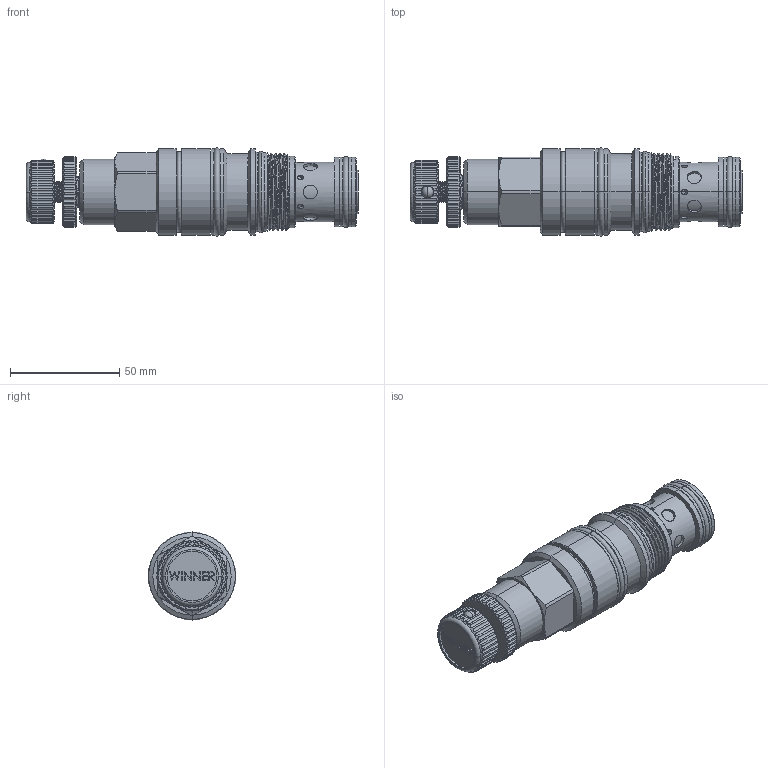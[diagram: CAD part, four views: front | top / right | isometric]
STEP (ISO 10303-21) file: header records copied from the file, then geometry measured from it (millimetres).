
FILE_DESCRIPTION (( 'STEP AP203' ), '1' );
FILE_NAME ('CA17A3A(3C)-K.STEP', '2021-06-21T00:23:44', ( '' ), ( '' ), 'SwSTEP 2.0', 'SolidWorks 2018', '' );
FILE_SCHEMA (( 'CONFIG_CONTROL_DESIGN' ));
Length unit declared in the file: millimetre
Products named in the file (1): CA17A3A(3C)-K
Bounding box: 151.8 x 40.39 x 40.39 mm (x, y, z)
Volume: 128087.5 mm3; surface area: 28737 mm2
Topology: 3 solids, 5 shells, 587 faces, 1516 edges, 981 vertices
Faces by surface type: cylinder 366, plane 127, cone 51, torus 26, bspline 14, sphere 3
Entity records: 28110 total; most frequent: CARTESIAN_POINT 14260, ORIENTED_EDGE 3032, DIRECTION 2679, EDGE_CURVE 1516, AXIS2_PLACEMENT_3D 1028, VERTEX_POINT 981, EDGE_LOOP 635, VECTOR 623
